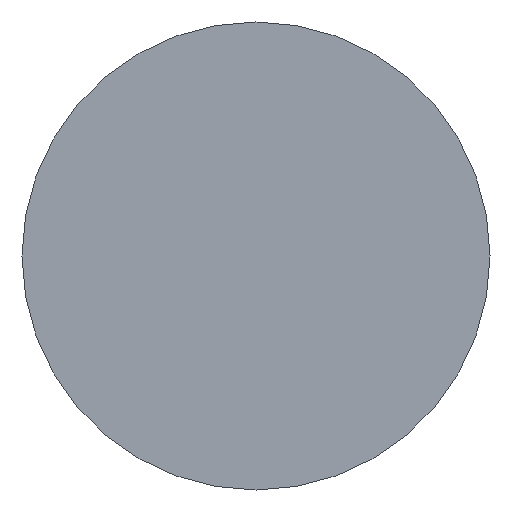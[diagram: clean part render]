
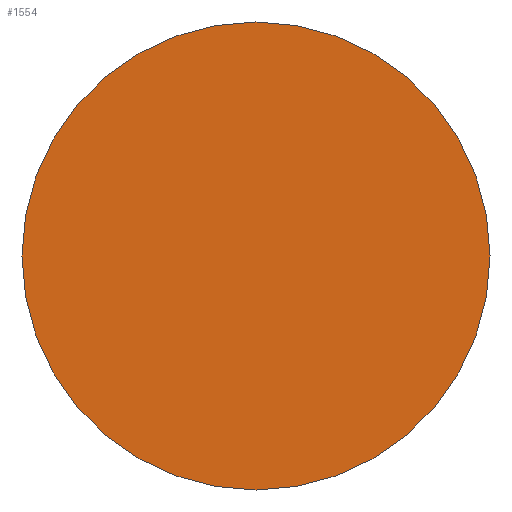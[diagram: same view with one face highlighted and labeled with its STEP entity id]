
A CAD part, left-side view. The second image highlights one B-rep face of the part: STEP entity #1554.
In plain terms, the highlighted planar face has unit normal (-1, 0, 0).
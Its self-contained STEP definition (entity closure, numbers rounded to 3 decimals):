
#17 = DIRECTION ( 'NONE',  ( 1., 0., 0. ) ) ;
#88 = CIRCLE ( 'NONE', #2149, 2.5 ) ;
#207 = CIRCLE ( 'NONE', #2454, 2.5 ) ;
#278 = CARTESIAN_POINT ( 'NONE',  ( -6.54, 0., 2.5 ) ) ;
#400 = FACE_OUTER_BOUND ( 'NONE', #710, .T. ) ;
#409 = EDGE_CURVE ( 'NONE', #2497, #2460, #207, .T. ) ;
#532 = CARTESIAN_POINT ( 'NONE',  ( -6.54, 2.4, 0. ) ) ;
#539 = DIRECTION ( 'NONE',  ( 0., 0., 1. ) ) ;
#701 = EDGE_CURVE ( 'NONE', #2460, #2497, #88, .T. ) ;
#710 = EDGE_LOOP ( 'NONE', ( #1896, #2405 ) ) ;
#819 = DIRECTION ( 'NONE',  ( 0., 0., -1. ) ) ;
#872 = DIRECTION ( 'NONE',  ( 1., 0., 0. ) ) ;
#915 = PLANE ( 'NONE',  #1922 ) ;
#1123 = DIRECTION ( 'NONE',  ( -1., 0., 0. ) ) ;
#1306 = DIRECTION ( 'NONE',  ( 0., 0., -1. ) ) ;
#1554 = ADVANCED_FACE ( 'NONE', ( #400 ), #915, .T. ) ;
#1896 = ORIENTED_EDGE ( 'NONE', *, *, #409, .F. ) ;
#1922 = AXIS2_PLACEMENT_3D ( 'NONE', #532, #1123, #539 ) ;
#1978 = CARTESIAN_POINT ( 'NONE',  ( -6.54, 0., 0. ) ) ;
#2011 = CARTESIAN_POINT ( 'NONE',  ( -6.54, 0., 0. ) ) ;
#2149 = AXIS2_PLACEMENT_3D ( 'NONE', #1978, #17, #819 ) ;
#2166 = CARTESIAN_POINT ( 'NONE',  ( -6.54, 0., -2.5 ) ) ;
#2405 = ORIENTED_EDGE ( 'NONE', *, *, #701, .F. ) ;
#2454 = AXIS2_PLACEMENT_3D ( 'NONE', #2011, #872, #1306 ) ;
#2460 = VERTEX_POINT ( 'NONE', #278 ) ;
#2497 = VERTEX_POINT ( 'NONE', #2166 ) ;
